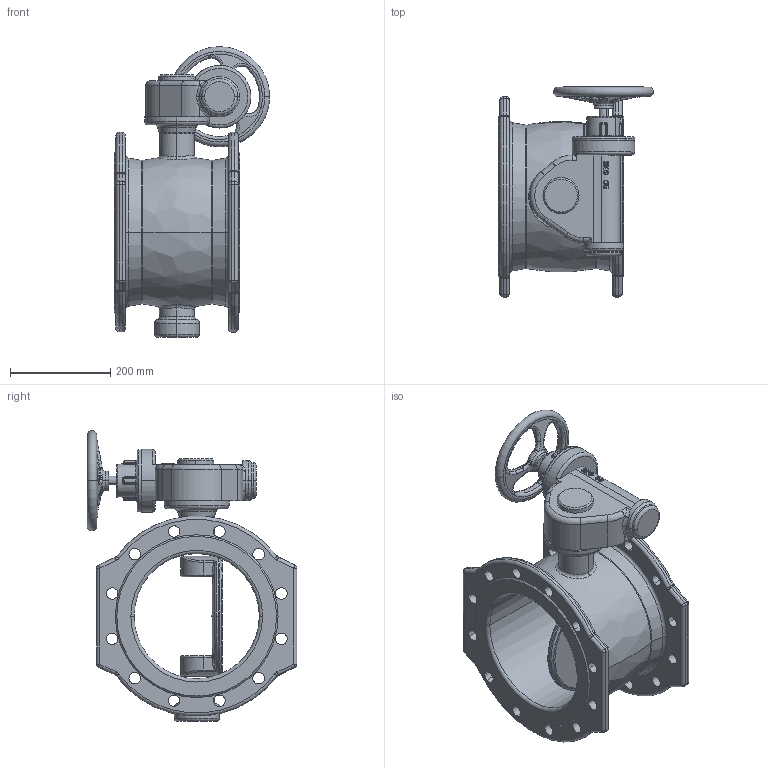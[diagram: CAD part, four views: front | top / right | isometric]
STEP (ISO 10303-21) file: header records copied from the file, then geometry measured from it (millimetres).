
FILE_DESCRIPTION((''),'2;1');
FILE_NAME('0D231308_ASM','2014-11-20T',('aspaegele'),(''),'PRO/ENGINEER BY PARAMETRIC TECHNOLOGY CORPORATION, 2010040','PRO/ENGINEER BY PARAMETRIC TECHNOLOGY CORPORATION, 2010040','');
FILE_SCHEMA(('AUTOMOTIVE_DESIGN_CC2 { 1 2 10303 214 -1 1 5 2 }'));
Length unit declared in the file: millimetre
Products named in the file (6): F0D231300; M0D231300; NET_SKG_05; NET_LAGERNABE_SKG_01_05_1; 200_18_NABENLOCH; 0D231308_ASM
Assembly tree (5 placements, depth 2):
  0D231308_ASM
    F0D231300
    M0D231300
    NET_SKG_05
    NET_LAGERNABE_SKG_01_05_1
    200_18_NABENLOCH
Bounding box: 310 x 418.8 x 580.5 mm (x, y, z)
Volume: 11841790.4 mm3; surface area: 1120746.6 mm2
Topology: 5 solids, 5 shells, 1115 faces, 2925 edges, 1841 vertices
Faces by surface type: plane 639, cylinder 207, torus 119, bspline 96, sphere 34, cone 20
Entity records: 49532 total; most frequent: CARTESIAN_POINT 12922, ORIENTED_EDGE 5846, DIRECTION 5222, EDGE_CURVE 2923, PRESENTATION_STYLE_ASSIGNMENT 2905, STYLED_ITEM 2865, CURVE_STYLE 2817, AXIS2_PLACEMENT_3D 1863
